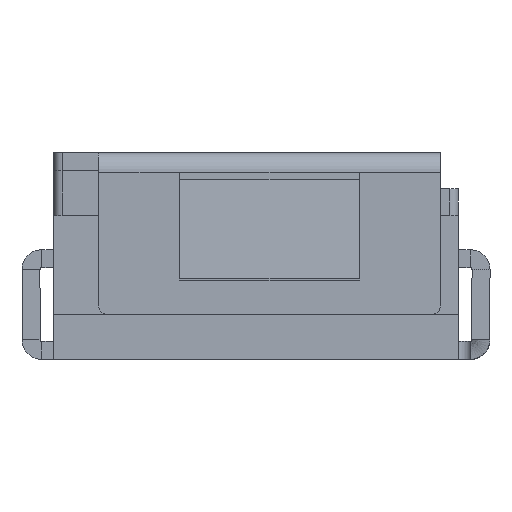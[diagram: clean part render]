
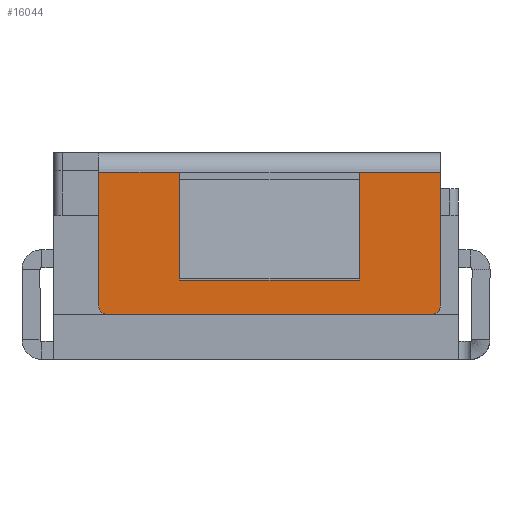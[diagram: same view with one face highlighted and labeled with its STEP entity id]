
A CAD part, left-side view. The second image highlights one B-rep face of the part: STEP entity #16044.
In plain terms, the highlighted planar face has unit normal (-1, 0, 0).
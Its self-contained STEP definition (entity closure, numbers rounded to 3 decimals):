
#123 = ORIENTED_EDGE ( 'NONE', *, *, #7441, .F. ) ;
#460 = CARTESIAN_POINT ( 'NONE',  ( -2.72, -2.05, 2.08 ) ) ;
#463 = CARTESIAN_POINT ( 'NONE',  ( -2.72, -2.05, 0.5 ) ) ;
#473 = DIRECTION ( 'NONE',  ( 0., 0., -1. ) ) ;
#634 = LINE ( 'NONE', #463, #6386 ) ;
#790 = CARTESIAN_POINT ( 'NONE',  ( -2.72, 0.85, 2.08 ) ) ;
#837 = AXIS2_PLACEMENT_3D ( 'NONE', #9197, #15039, #12159 ) ;
#1314 = EDGE_LOOP ( 'NONE', ( #18130, #123, #13168, #2691, #3048, #18653, #3719, #14232, #2036, #4921, #9057, #5355 ) ) ;
#1350 = LINE ( 'NONE', #10025, #13898 ) ;
#1460 = VECTOR ( 'NONE', #12828, 1000. ) ;
#1881 = VERTEX_POINT ( 'NONE', #13288 ) ;
#2036 = ORIENTED_EDGE ( 'NONE', *, *, #14436, .F. ) ;
#2229 = VERTEX_POINT ( 'NONE', #6342 ) ;
#2589 = VECTOR ( 'NONE', #6602, 1000. ) ;
#2601 = DIRECTION ( 'NONE',  ( 0., 0., -1. ) ) ;
#2691 = ORIENTED_EDGE ( 'NONE', *, *, #16998, .F. ) ;
#3048 = ORIENTED_EDGE ( 'NONE', *, *, #15449, .F. ) ;
#3395 = VERTEX_POINT ( 'NONE', #8228 ) ;
#3679 = DIRECTION ( 'NONE',  ( 0., 0., -1. ) ) ;
#3713 = EDGE_CURVE ( 'NONE', #7768, #3395, #13968, .T. ) ;
#3719 = ORIENTED_EDGE ( 'NONE', *, *, #16639, .F. ) ;
#3782 = DIRECTION ( 'NONE',  ( -1., 0., 0. ) ) ;
#4047 = CARTESIAN_POINT ( 'NONE',  ( -2.72, -1.15, 2.08 ) ) ;
#4063 = AXIS2_PLACEMENT_3D ( 'NONE', #15937, #11435, #8442 ) ;
#4617 = PLANE ( 'NONE',  #837 ) ;
#4740 = LINE ( 'NONE', #460, #2589 ) ;
#4921 = ORIENTED_EDGE ( 'NONE', *, *, #15716, .F. ) ;
#5355 = ORIENTED_EDGE ( 'NONE', *, *, #11844, .F. ) ;
#5478 = EDGE_CURVE ( 'NONE', #18091, #9398, #17364, .T. ) ;
#6246 = VERTEX_POINT ( 'NONE', #18228 ) ;
#6269 = EDGE_CURVE ( 'NONE', #15188, #8645, #17010, .T. ) ;
#6342 = CARTESIAN_POINT ( 'NONE',  ( -2.72, -1.15, 0.88 ) ) ;
#6386 = VECTOR ( 'NONE', #13722, 1000. ) ;
#6395 = VECTOR ( 'NONE', #9933, 1000. ) ;
#6602 = DIRECTION ( 'NONE',  ( 0., -1., 0. ) ) ;
#6688 = CARTESIAN_POINT ( 'NONE',  ( -2.72, -1.95, 0.6 ) ) ;
#6779 = CARTESIAN_POINT ( 'NONE',  ( -2.72, -1.15, 2.08 ) ) ;
#6962 = LINE ( 'NONE', #11312, #1460 ) ;
#7441 = EDGE_CURVE ( 'NONE', #3395, #11395, #1350, .T. ) ;
#7734 = EDGE_CURVE ( 'NONE', #1881, #12022, #18820, .T. ) ;
#7768 = VERTEX_POINT ( 'NONE', #14959 ) ;
#7970 = DIRECTION ( 'NONE',  ( 0., 0., 1. ) ) ;
#8189 = CARTESIAN_POINT ( 'NONE',  ( -2.72, -1.95, 0.5 ) ) ;
#8228 = CARTESIAN_POINT ( 'NONE',  ( -2.72, 0.85, 0.9 ) ) ;
#8442 = DIRECTION ( 'NONE',  ( 0., 0., -1. ) ) ;
#8555 = CARTESIAN_POINT ( 'NONE',  ( -2.72, -2.05, 0.6 ) ) ;
#8645 = VERTEX_POINT ( 'NONE', #8555 ) ;
#8661 = VECTOR ( 'NONE', #14468, 1000. ) ;
#9057 = ORIENTED_EDGE ( 'NONE', *, *, #5478, .F. ) ;
#9142 = LINE ( 'NONE', #9517, #11557 ) ;
#9197 = CARTESIAN_POINT ( 'NONE',  ( -2.72, 0., 0. ) ) ;
#9398 = VERTEX_POINT ( 'NONE', #6779 ) ;
#9517 = CARTESIAN_POINT ( 'NONE',  ( -2.72, -2.05, 2.1 ) ) ;
#9524 = CARTESIAN_POINT ( 'NONE',  ( -2.72, 1.75, 0.5 ) ) ;
#9933 = DIRECTION ( 'NONE',  ( 0., 0., 1. ) ) ;
#10025 = CARTESIAN_POINT ( 'NONE',  ( -2.72, 0.85, 2.08 ) ) ;
#10521 = CARTESIAN_POINT ( 'NONE',  ( -2.72, 1.65, 0.5 ) ) ;
#10527 = FACE_OUTER_BOUND ( 'NONE', #1314, .T. ) ;
#10652 = VERTEX_POINT ( 'NONE', #11759 ) ;
#10762 = LINE ( 'NONE', #9524, #17649 ) ;
#11312 = CARTESIAN_POINT ( 'NONE',  ( -2.72, -2.05, 2.08 ) ) ;
#11395 = VERTEX_POINT ( 'NONE', #17018 ) ;
#11417 = LINE ( 'NONE', #17282, #8661 ) ;
#11435 = DIRECTION ( 'NONE',  ( -1., 0., 0. ) ) ;
#11557 = VECTOR ( 'NONE', #473, 1000. ) ;
#11759 = CARTESIAN_POINT ( 'NONE',  ( -2.72, -2.05, 2.08 ) ) ;
#11844 = EDGE_CURVE ( 'NONE', #2229, #18091, #11417, .T. ) ;
#12022 = VERTEX_POINT ( 'NONE', #10521 ) ;
#12159 = DIRECTION ( 'NONE',  ( 0., 0., -1. ) ) ;
#12346 = VECTOR ( 'NONE', #15307, 1000. ) ;
#12366 = CARTESIAN_POINT ( 'NONE',  ( -2.72, -1.15, 0.9 ) ) ;
#12381 = AXIS2_PLACEMENT_3D ( 'NONE', #6688, #3782, #3679 ) ;
#12828 = DIRECTION ( 'NONE',  ( 0., -1., 0. ) ) ;
#13168 = ORIENTED_EDGE ( 'NONE', *, *, #3713, .F. ) ;
#13288 = CARTESIAN_POINT ( 'NONE',  ( -2.72, 1.75, 0.6 ) ) ;
#13310 = EDGE_CURVE ( 'NONE', #11395, #2229, #13957, .T. ) ;
#13722 = DIRECTION ( 'NONE',  ( 0., 1., 0. ) ) ;
#13798 = VECTOR ( 'NONE', #2601, 1000. ) ;
#13898 = VECTOR ( 'NONE', #17621, 1000. ) ;
#13957 = LINE ( 'NONE', #15016, #12346 ) ;
#13968 = LINE ( 'NONE', #790, #13798 ) ;
#14232 = ORIENTED_EDGE ( 'NONE', *, *, #6269, .T. ) ;
#14436 = EDGE_CURVE ( 'NONE', #10652, #8645, #9142, .T. ) ;
#14468 = DIRECTION ( 'NONE',  ( 0., 0., 1. ) ) ;
#14959 = CARTESIAN_POINT ( 'NONE',  ( -2.72, 0.85, 2.08 ) ) ;
#15016 = CARTESIAN_POINT ( 'NONE',  ( -2.72, -1.15, 0.88 ) ) ;
#15039 = DIRECTION ( 'NONE',  ( 1., 0., 0. ) ) ;
#15188 = VERTEX_POINT ( 'NONE', #8189 ) ;
#15307 = DIRECTION ( 'NONE',  ( 0., -1., 0. ) ) ;
#15449 = EDGE_CURVE ( 'NONE', #1881, #6246, #10762, .T. ) ;
#15716 = EDGE_CURVE ( 'NONE', #9398, #10652, #4740, .T. ) ;
#15937 = CARTESIAN_POINT ( 'NONE',  ( -2.72, 1.65, 0.6 ) ) ;
#16044 = ADVANCED_FACE ( 'NONE', ( #10527 ), #4617, .F. ) ;
#16639 = EDGE_CURVE ( 'NONE', #15188, #12022, #634, .T. ) ;
#16998 = EDGE_CURVE ( 'NONE', #6246, #7768, #6962, .T. ) ;
#17010 = CIRCLE ( 'NONE', #12381, 0.1 ) ;
#17018 = CARTESIAN_POINT ( 'NONE',  ( -2.72, 0.85, 0.88 ) ) ;
#17282 = CARTESIAN_POINT ( 'NONE',  ( -2.72, -1.15, 2.08 ) ) ;
#17364 = LINE ( 'NONE', #4047, #6395 ) ;
#17621 = DIRECTION ( 'NONE',  ( 0., 0., -1. ) ) ;
#17649 = VECTOR ( 'NONE', #7970, 1000. ) ;
#18091 = VERTEX_POINT ( 'NONE', #12366 ) ;
#18130 = ORIENTED_EDGE ( 'NONE', *, *, #13310, .F. ) ;
#18228 = CARTESIAN_POINT ( 'NONE',  ( -2.72, 1.75, 2.08 ) ) ;
#18653 = ORIENTED_EDGE ( 'NONE', *, *, #7734, .T. ) ;
#18820 = CIRCLE ( 'NONE', #4063, 0.1 ) ;
